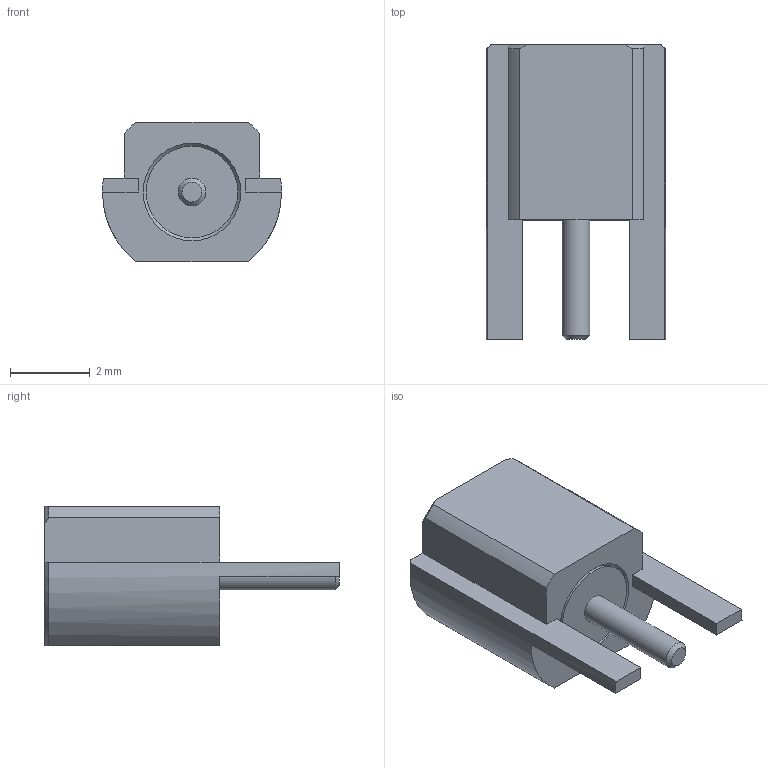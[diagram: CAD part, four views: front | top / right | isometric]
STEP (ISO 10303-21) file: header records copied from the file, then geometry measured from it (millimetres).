
FILE_DESCRIPTION(/* description */ ('STEP AP214'),/* implementation_level */ '2;1');
FILE_NAME(/* name */ 'MMCX-J-P-H-ST-EM1',/* time_stamp */ '2025-05-20T20:09:15+02:00',/* author */ ('License CC BY-ND 4.0'),/* organization */ ('CADENAS'),/* preprocessor_version */ 'ST-DEVELOPER v19.3',/* originating_system */ 'PARTsolutions',/* authorisation */ ' ');
FILE_SCHEMA (('AUTOMOTIVE_DESIGN {1 0 10303 214 3 1 1}'));
Length unit declared in the file: millimetre
Products named in the file (1): MMCX-J-P-H-ST-EM1
Bounding box: 4.5 x 7.4 x 3.5 mm (x, y, z)
Volume: 46.7 mm3; surface area: 136.3 mm2
Topology: 1 solids, 1 shells, 47 faces, 114 edges, 74 vertices
Faces by surface type: plane 23, cone 15, cylinder 9
Full cylindrical faces by diameter (mm): 0.7 x1, 2.3 x1, 2.41 x1, 2.89 x1, 3.02 x1
Entity records: 1368 total; most frequent: CARTESIAN_POINT 284, DIRECTION 216, ORIENTED_EDGE 206, EDGE_CURVE 103, AXIS2_PLACEMENT_3D 85, VERTEX_POINT 73, EDGE_LOOP 62, FACE_BOUND 62
